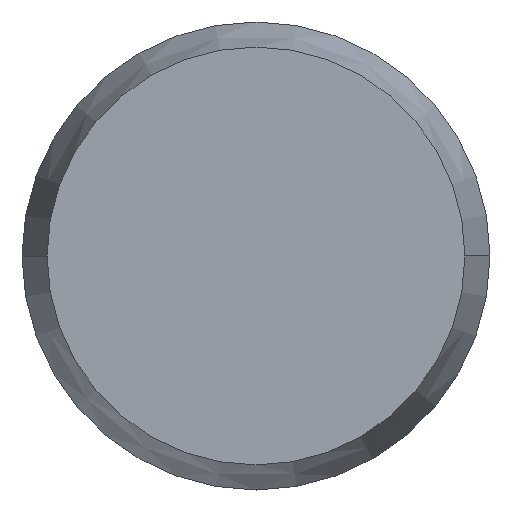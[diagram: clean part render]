
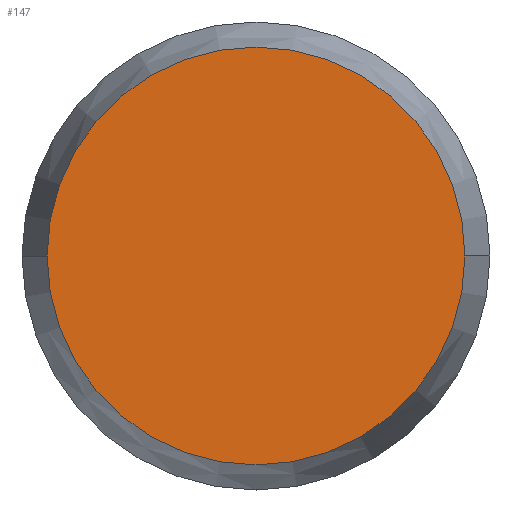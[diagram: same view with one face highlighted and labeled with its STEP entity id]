
A CAD part, left-side view. The second image highlights one B-rep face of the part: STEP entity #147.
In plain terms, the highlighted planar face has unit normal (-1, 0, 0).
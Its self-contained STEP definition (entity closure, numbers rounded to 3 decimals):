
#124=CARTESIAN_POINT('Axis2P3D Location',(0.,0.,0.)) ;
#129=CARTESIAN_POINT('Axis2P3D Location',(0.,0.,0.)) ;
#133=CARTESIAN_POINT('Vertex',(0.,-3.571,0.)) ;
#135=CARTESIAN_POINT('Vertex',(0.,3.571,0.)) ;
#138=CARTESIAN_POINT('Axis2P3D Location',(0.,0.,0.)) ;
#125=DIRECTION('Axis2P3D Direction',(1.,0.,0.)) ;
#126=DIRECTION('Axis2P3D XDirection',(0.,1.,0.)) ;
#130=DIRECTION('Axis2P3D Direction',(1.,0.,0.)) ;
#139=DIRECTION('Axis2P3D Direction',(1.,0.,0.)) ;
#127=AXIS2_PLACEMENT_3D('Plane Axis2P3D',#124,#125,#126) ;
#131=AXIS2_PLACEMENT_3D('Circle Axis2P3D',#129,#130,$) ;
#140=AXIS2_PLACEMENT_3D('Circle Axis2P3D',#138,#139,$) ;
#144=ORIENTED_EDGE('',*,*,#137,.F.) ;
#145=ORIENTED_EDGE('',*,*,#142,.F.) ;
#147=ADVANCED_FACE('PartBody',(#146),#128,.F.) ;
#132=CIRCLE('generated circle',#131,3.571) ;
#141=CIRCLE('generated circle',#140,3.571) ;
#137=EDGE_CURVE('',#134,#136,#132,.T.) ;
#142=EDGE_CURVE('',#136,#134,#141,.T.) ;
#143=EDGE_LOOP('',(#144,#145)) ;
#146=FACE_OUTER_BOUND('',#143,.T.) ;
#128=PLANE('',#127) ;
#134=VERTEX_POINT('',#133) ;
#136=VERTEX_POINT('',#135) ;
